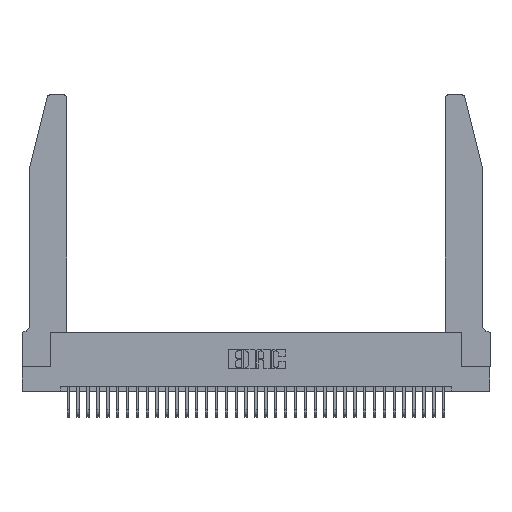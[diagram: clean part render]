
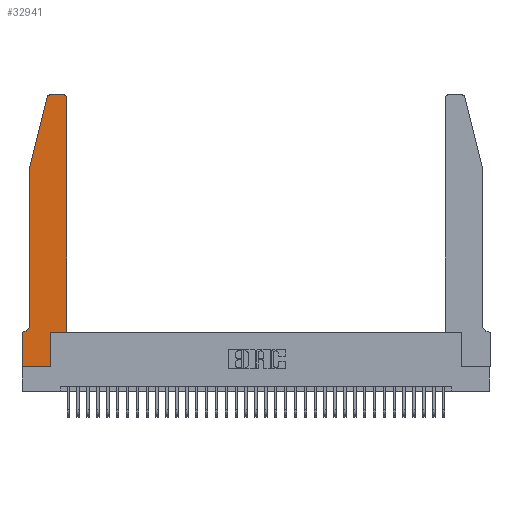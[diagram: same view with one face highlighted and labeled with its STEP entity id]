
A CAD part, top view. The second image highlights one B-rep face of the part: STEP entity #32941.
In plain terms, the highlighted planar face has unit normal (0, 0, 1).
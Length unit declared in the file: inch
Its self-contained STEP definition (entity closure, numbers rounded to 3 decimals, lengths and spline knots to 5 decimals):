
#54 = VERTEX_POINT ( 'NONE', #13421 ) ;
#280 = CARTESIAN_POINT ( 'NONE',  ( 0., 0., 0.37 ) ) ;
#400 = CARTESIAN_POINT ( 'NONE',  ( 0.0755, 2., 0.37 ) ) ;
#406 = CARTESIAN_POINT ( 'NONE',  ( 0.284, 2.72, 0.37 ) ) ;
#760 = EDGE_CURVE ( 'NONE', #2955, #26222, #3963, .T. ) ;
#1662 = DIRECTION ( 'NONE',  ( 1., 0., 0. ) ) ;
#1693 = CARTESIAN_POINT ( 'NONE',  ( 0., 0.35, 0.37 ) ) ;
#1968 = CARTESIAN_POINT ( 'NONE',  ( 0.0055, 0.42, 0.37 ) ) ;
#2251 = VERTEX_POINT ( 'NONE', #10152 ) ;
#2336 = DIRECTION ( 'NONE',  ( -1., 0., 0. ) ) ;
#2370 = DIRECTION ( 'NONE',  ( 0., -1., 0. ) ) ;
#2929 = EDGE_CURVE ( 'NONE', #25492, #24140, #30516, .T. ) ;
#2955 = VERTEX_POINT ( 'NONE', #400 ) ;
#3089 = DIRECTION ( 'NONE',  ( 0., -1., 0. ) ) ;
#3154 = DIRECTION ( 'NONE',  ( 1., 0., 0. ) ) ;
#3473 = ORIENTED_EDGE ( 'NONE', *, *, #12941, .T. ) ;
#3963 = LINE ( 'NONE', #8499, #10259 ) ;
#4696 = DIRECTION ( 'NONE',  ( -1., 0., 0. ) ) ;
#4716 = CARTESIAN_POINT ( 'NONE',  ( 0., 0.35, 0.37 ) ) ;
#6653 = CARTESIAN_POINT ( 'NONE',  ( 0.25487, 2.72718, 0.37 ) ) ;
#6987 = CARTESIAN_POINT ( 'NONE',  ( 0.4205, 2.75, 0.37 ) ) ;
#7102 = PLANE ( 'NONE',  #23048 ) ;
#7843 = EDGE_CURVE ( 'NONE', #26222, #2251, #18037, .T. ) ;
#8401 = LINE ( 'NONE', #10775, #15472 ) ;
#8499 = CARTESIAN_POINT ( 'NONE',  ( 0.0755, 2., 0.37 ) ) ;
#8536 = ORIENTED_EDGE ( 'NONE', *, *, #2929, .T. ) ;
#10119 = CARTESIAN_POINT ( 'NONE',  ( 0.2605, 2.75, 0.37 ) ) ;
#10152 = CARTESIAN_POINT ( 'NONE',  ( 0.0055, 0.35, 0.37 ) ) ;
#10154 = CARTESIAN_POINT ( 'NONE',  ( 0.2865, 0.35, 0.37 ) ) ;
#10259 = VECTOR ( 'NONE', #3089, 39.37008 ) ;
#10472 = ORIENTED_EDGE ( 'NONE', *, *, #31718, .T. ) ;
#10701 = CARTESIAN_POINT ( 'NONE',  ( 0.2865, 0.35, 0.37 ) ) ;
#10775 = CARTESIAN_POINT ( 'NONE',  ( 0.0755, 2., 0.37 ) ) ;
#11018 = EDGE_LOOP ( 'NONE', ( #20452, #33621, #27354, #13307, #29189, #18525, #17972, #8536, #3473, #24343, #22967, #10472 ) ) ;
#12271 = EDGE_CURVE ( 'NONE', #33713, #25492, #33937, .T. ) ;
#12941 = EDGE_CURVE ( 'NONE', #24140, #17596, #14403, .T. ) ;
#13083 = DIRECTION ( 'NONE',  ( 1., 0., 0. ) ) ;
#13160 = VECTOR ( 'NONE', #16047, 39.37008 ) ;
#13307 = ORIENTED_EDGE ( 'NONE', *, *, #760, .T. ) ;
#13421 = CARTESIAN_POINT ( 'NONE',  ( 0.284, 2.75, 0.37 ) ) ;
#13624 = AXIS2_PLACEMENT_3D ( 'NONE', #1968, #20639, #4696 ) ;
#13628 = CARTESIAN_POINT ( 'NONE',  ( 0.4505, 2.72, 0.37 ) ) ;
#14403 = LINE ( 'NONE', #10701, #27696 ) ;
#14725 = VECTOR ( 'NONE', #16133, 39.37008 ) ;
#14758 = EDGE_CURVE ( 'NONE', #2251, #33713, #25884, .T. ) ;
#14797 = CIRCLE ( 'NONE', #15677, 0.03 ) ;
#15136 = DIRECTION ( 'NONE',  ( 0., 0., 1. ) ) ;
#15472 = VECTOR ( 'NONE', #18668, 39.37008 ) ;
#15677 = AXIS2_PLACEMENT_3D ( 'NONE', #406, #19152, #3154 ) ;
#16047 = DIRECTION ( 'NONE',  ( 0., 1., 0. ) ) ;
#16063 = VECTOR ( 'NONE', #13083, 39.37008 ) ;
#16133 = DIRECTION ( 'NONE',  ( 1., 0., 0. ) ) ;
#17596 = VERTEX_POINT ( 'NONE', #10154 ) ;
#17698 = DIRECTION ( 'NONE',  ( 0., 0., 1. ) ) ;
#17754 = VERTEX_POINT ( 'NONE', #13628 ) ;
#17972 = ORIENTED_EDGE ( 'NONE', *, *, #12271, .T. ) ;
#18037 = CIRCLE ( 'NONE', #13624, 0.07 ) ;
#18445 = CARTESIAN_POINT ( 'NONE',  ( 0.4505, 0.35, 0.37 ) ) ;
#18525 = ORIENTED_EDGE ( 'NONE', *, *, #14758, .T. ) ;
#18602 = AXIS2_PLACEMENT_3D ( 'NONE', #33594, #17698, #1662 ) ;
#18668 = DIRECTION ( 'NONE',  ( -0.239, -0.971, 0. ) ) ;
#18861 = VECTOR ( 'NONE', #22980, 39.37008 ) ;
#19152 = DIRECTION ( 'NONE',  ( 0., 0., 1. ) ) ;
#20273 = EDGE_CURVE ( 'NONE', #54, #24995, #14797, .T. ) ;
#20452 = ORIENTED_EDGE ( 'NONE', *, *, #28120, .T. ) ;
#20639 = DIRECTION ( 'NONE',  ( 0., 0., -1. ) ) ;
#21052 = CARTESIAN_POINT ( 'NONE',  ( 0., 0., 0.37 ) ) ;
#22345 = CARTESIAN_POINT ( 'NONE',  ( 0.4505, 0.35, 0.37 ) ) ;
#22589 = CIRCLE ( 'NONE', #18602, 0.03 ) ;
#22714 = VECTOR ( 'NONE', #2336, 39.37008 ) ;
#22967 = ORIENTED_EDGE ( 'NONE', *, *, #28196, .T. ) ;
#22980 = DIRECTION ( 'NONE',  ( -1., 0., 0. ) ) ;
#23048 = AXIS2_PLACEMENT_3D ( 'NONE', #1693, #15136, #33740 ) ;
#23926 = CARTESIAN_POINT ( 'NONE',  ( 0.4505, 0.35, 0.37 ) ) ;
#23941 = LINE ( 'NONE', #18445, #16063 ) ;
#24140 = VERTEX_POINT ( 'NONE', #34277 ) ;
#24343 = ORIENTED_EDGE ( 'NONE', *, *, #30546, .T. ) ;
#24995 = VERTEX_POINT ( 'NONE', #6653 ) ;
#25492 = VERTEX_POINT ( 'NONE', #33313 ) ;
#25884 = LINE ( 'NONE', #33578, #18861 ) ;
#26222 = VERTEX_POINT ( 'NONE', #33395 ) ;
#26846 = VECTOR ( 'NONE', #2370, 39.37008 ) ;
#27354 = ORIENTED_EDGE ( 'NONE', *, *, #32526, .T. ) ;
#27696 = VECTOR ( 'NONE', #29154, 39.37008 ) ;
#28120 = EDGE_CURVE ( 'NONE', #29206, #54, #30627, .T. ) ;
#28196 = EDGE_CURVE ( 'NONE', #30900, #17754, #34387, .T. ) ;
#29154 = DIRECTION ( 'NONE',  ( 0., 1., 0. ) ) ;
#29189 = ORIENTED_EDGE ( 'NONE', *, *, #7843, .T. ) ;
#29206 = VERTEX_POINT ( 'NONE', #6987 ) ;
#30412 = FACE_OUTER_BOUND ( 'NONE', #11018, .T. ) ;
#30516 = LINE ( 'NONE', #280, #14725 ) ;
#30546 = EDGE_CURVE ( 'NONE', #17596, #30900, #23941, .T. ) ;
#30627 = LINE ( 'NONE', #10119, #22714 ) ;
#30900 = VERTEX_POINT ( 'NONE', #22345 ) ;
#31718 = EDGE_CURVE ( 'NONE', #17754, #29206, #22589, .T. ) ;
#32526 = EDGE_CURVE ( 'NONE', #24995, #2955, #8401, .T. ) ;
#32941 = ADVANCED_FACE ( 'NONE', ( #30412 ), #7102, .T. ) ;
#33313 = CARTESIAN_POINT ( 'NONE',  ( 0., 0., 0.37 ) ) ;
#33395 = CARTESIAN_POINT ( 'NONE',  ( 0.0755, 0.42, 0.37 ) ) ;
#33578 = CARTESIAN_POINT ( 'NONE',  ( 0.0755, 0.35, 0.37 ) ) ;
#33594 = CARTESIAN_POINT ( 'NONE',  ( 0.4205, 2.72, 0.37 ) ) ;
#33621 = ORIENTED_EDGE ( 'NONE', *, *, #20273, .T. ) ;
#33713 = VERTEX_POINT ( 'NONE', #4716 ) ;
#33740 = DIRECTION ( 'NONE',  ( 1., 0., 0. ) ) ;
#33937 = LINE ( 'NONE', #21052, #26846 ) ;
#34277 = CARTESIAN_POINT ( 'NONE',  ( 0.2865, 0., 0.37 ) ) ;
#34387 = LINE ( 'NONE', #23926, #13160 ) ;
